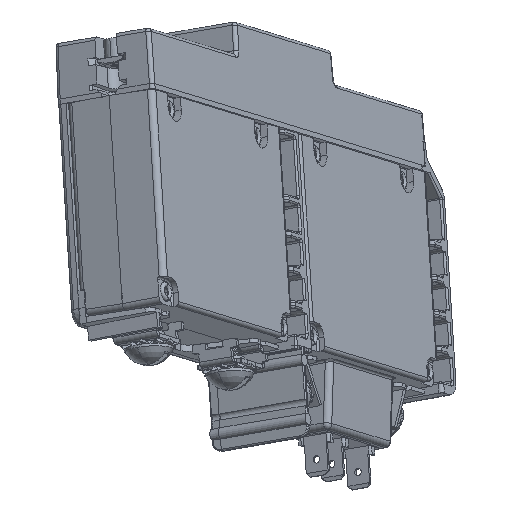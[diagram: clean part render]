
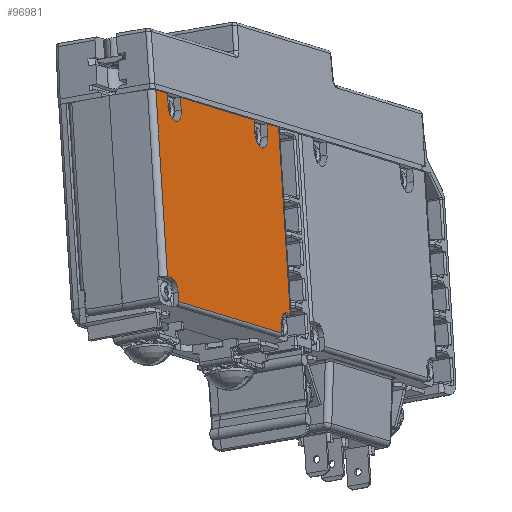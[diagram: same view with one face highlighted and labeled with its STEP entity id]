
A CAD part, front view. The second image highlights one B-rep face of the part: STEP entity #96981.
In plain terms, the highlighted planar face has unit normal (0.873, -0.465, 0.15).
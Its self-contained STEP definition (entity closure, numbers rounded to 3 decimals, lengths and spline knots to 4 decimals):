
#13932=DIRECTION('',(0.061,-0.202,-0.978));
#13933=VECTOR('',#13932,1.4285);
#13934=CARTESIAN_POINT('',(4.5688,-0.3295,
-0.5307));
#13935=LINE('',#13934,#13933);
#13940=DIRECTION('',(-0.484,-0.862,0.148));
#13941=VECTOR('',#13940,0.1794);
#13942=CARTESIAN_POINT('',(4.6557,-0.1749,
-0.5572));
#13943=LINE('',#13942,#13941);
#13944=DIRECTION('',(0.061,-0.202,-0.978));
#13945=VECTOR('',#13944,0.0985);
#13946=CARTESIAN_POINT('',(4.6557,-0.1749,
-0.5572));
#13947=LINE('',#13946,#13945);
#13948=CARTESIAN_POINT('',(4.7102,-0.1085,
-0.6683));
#13949=DIRECTION('',(0.873,-0.465,0.15));
#13950=DIRECTION('',(-0.484,-0.862,0.148));
#13951=AXIS2_PLACEMENT_3D('',#13948,#13949,#13950);
#13953=DIRECTION('',(0.061,-0.202,-0.978));
#13954=VECTOR('',#13953,0.0985);
#13955=CARTESIAN_POINT('',(4.7526,-0.0024,
-0.5867));
#13956=LINE('',#13955,#13954);
#13957=DIRECTION('',(-0.484,-0.862,0.148));
#13958=VECTOR('',#13957,1.136);
#13959=CARTESIAN_POINT('',(5.303,0.9771,
-0.7545));
#13960=LINE('',#13959,#13958);
#13961=DIRECTION('',(0.061,-0.202,-0.978));
#13962=VECTOR('',#13961,0.0985);
#13963=CARTESIAN_POINT('',(5.303,0.9771,
-0.7545));
#13964=LINE('',#13963,#13962);
#13965=CARTESIAN_POINT('',(5.3574,1.0434,
-0.8656));
#13966=DIRECTION('',(0.873,-0.465,0.15));
#13967=DIRECTION('',(-0.484,-0.862,0.148));
#13968=AXIS2_PLACEMENT_3D('',#13965,#13966,#13967);
#13970=DIRECTION('',(0.061,-0.202,-0.978));
#13971=VECTOR('',#13970,0.0985);
#13972=CARTESIAN_POINT('',(5.3998,1.1496,
-0.7841));
#13973=LINE('',#13972,#13971);
#13974=DIRECTION('',(-0.484,-0.862,0.148));
#13975=VECTOR('',#13974,0.1794);
#13976=CARTESIAN_POINT('',(5.4867,1.3042,
-0.8106));
#13977=LINE('',#13976,#13975);
#13978=DIRECTION('',(0.484,0.862,-0.148));
#13979=VECTOR('',#13978,0.0544);
#13980=CARTESIAN_POINT('',(5.5477,0.969,
-2.199));
#13981=LINE('',#13980,#13979);
#13982=CARTESIAN_POINT('',(5.5537,0.9492,
-2.2948));
#13983=DIRECTION('',(0.873,-0.465,0.15));
#13984=DIRECTION('',(-0.061,0.202,0.978));
#13985=AXIS2_PLACEMENT_3D('',#13982,#13983,#13984);
#13987=DIRECTION('',(-0.061,0.202,0.978));
#13988=VECTOR('',#13987,0.0701);
#13989=CARTESIAN_POINT('',(5.5105,0.8506,
-2.3488));
#13990=LINE('',#13989,#13988);
#13991=DIRECTION('',(-0.061,0.202,0.978));
#13992=VECTOR('',#13991,0.0701);
#13993=CARTESIAN_POINT('',(4.7403,-0.5204,
-2.1139));
#13994=LINE('',#13993,#13992);
#13995=CARTESIAN_POINT('',(4.6885,-0.5908,
-2.0309));
#13996=DIRECTION('',(0.873,-0.465,0.15));
#13997=DIRECTION('',(0.484,0.862,-0.148));
#13998=AXIS2_PLACEMENT_3D('',#13995,#13996,#13997);
#14000=DIRECTION('',(-0.484,-0.862,0.148));
#14001=VECTOR('',#14000,0.0544);
#14002=CARTESIAN_POINT('',(4.6825,-0.571,
-1.9351));
#14003=LINE('',#14002,#14001);
#14441=DIRECTION('',(-0.061,0.202,0.978));
#14442=VECTOR('',#14441,1.4285);
#14443=CARTESIAN_POINT('',(5.5741,1.0159,
-2.207));
#14444=LINE('',#14443,#14442);
#14752=DIRECTION('',(0.484,0.862,-0.148));
#14753=VECTOR('',#14752,1.59);
#14754=CARTESIAN_POINT('',(4.7403,-0.5204,
-2.1139));
#14755=LINE('',#14754,#14753);
#71937=CARTESIAN_POINT('',(5.309,0.9572,
-0.8509));
#71938=CARTESIAN_POINT('',(5.4059,1.1297,
-0.8804));
#71939=VERTEX_POINT('',#71937);
#71940=VERTEX_POINT('',#71938);
#71941=CARTESIAN_POINT('',(4.6618,-0.1948,
-0.6535));
#71942=CARTESIAN_POINT('',(4.7586,-0.0223,
-0.683));
#71943=VERTEX_POINT('',#71941);
#71944=VERTEX_POINT('',#71942);
#71945=CARTESIAN_POINT('',(5.5477,0.969,
-2.199));
#71946=CARTESIAN_POINT('',(5.5062,0.8647,
-2.2803));
#71947=VERTEX_POINT('',#71945);
#71948=VERTEX_POINT('',#71946);
#71949=CARTESIAN_POINT('',(4.736,-0.5063,
-2.0454));
#71950=CARTESIAN_POINT('',(4.6825,-0.571,
-1.9351));
#71951=VERTEX_POINT('',#71949);
#71952=VERTEX_POINT('',#71950);
#72007=CARTESIAN_POINT('',(5.3998,1.1496,
-0.7841));
#72008=VERTEX_POINT('',#72007);
#72009=CARTESIAN_POINT('',(5.303,0.9771,
-0.7545));
#72010=VERTEX_POINT('',#72009);
#72011=CARTESIAN_POINT('',(4.7526,-0.0024,
-0.5867));
#72012=VERTEX_POINT('',#72011);
#72013=CARTESIAN_POINT('',(4.6557,-0.1749,
-0.5572));
#72014=VERTEX_POINT('',#72013);
#72045=CARTESIAN_POINT('',(4.5688,-0.3295,
-0.5307));
#72046=CARTESIAN_POINT('',(4.6562,-0.6179,
-1.9271));
#72047=VERTEX_POINT('',#72045);
#72048=VERTEX_POINT('',#72046);
#72050=CARTESIAN_POINT('',(4.7403,-0.5204,
-2.1139));
#72051=CARTESIAN_POINT('',(5.5105,0.8506,
-2.3488));
#72052=VERTEX_POINT('',#72050);
#72053=VERTEX_POINT('',#72051);
#72058=CARTESIAN_POINT('',(5.5741,1.0159,
-2.207));
#72059=CARTESIAN_POINT('',(5.4867,1.3042,
-0.8106));
#72060=VERTEX_POINT('',#72058);
#72061=VERTEX_POINT('',#72059);
#96943=CARTESIAN_POINT('',(5.1434,0.6471,
-0.8483));
#96944=DIRECTION('',(-0.873,0.465,-0.15));
#96945=DIRECTION('',(-0.484,-0.862,0.148));
#96946=AXIS2_PLACEMENT_3D('',#96943,#96944,#96945);
#96947=PLANE('',#96946);
#96948=ORIENTED_EDGE('',*,*,#96924,.F.);
#96949=ORIENTED_EDGE('',*,*,#89931,.F.);
#96951=ORIENTED_EDGE('',*,*,#96950,.T.);
#96953=ORIENTED_EDGE('',*,*,#96952,.T.);
#96955=ORIENTED_EDGE('',*,*,#96954,.F.);
#96956=ORIENTED_EDGE('',*,*,#89923,.F.);
#96958=ORIENTED_EDGE('',*,*,#96957,.T.);
#96960=ORIENTED_EDGE('',*,*,#96959,.T.);
#96962=ORIENTED_EDGE('',*,*,#96961,.F.);
#96963=ORIENTED_EDGE('',*,*,#89915,.F.);
#96965=ORIENTED_EDGE('',*,*,#96964,.F.);
#96967=ORIENTED_EDGE('',*,*,#96966,.F.);
#96969=ORIENTED_EDGE('',*,*,#96968,.T.);
#96971=ORIENTED_EDGE('',*,*,#96970,.F.);
#96973=ORIENTED_EDGE('',*,*,#96972,.F.);
#96975=ORIENTED_EDGE('',*,*,#96974,.T.);
#96977=ORIENTED_EDGE('',*,*,#96976,.T.);
#96978=ORIENTED_EDGE('',*,*,#96936,.T.);
#96979=EDGE_LOOP('',(#96948,#96949,#96951,#96953,#96955,#96956,#96958,#96960,
#96962,#96963,#96965,#96967,#96969,#96971,#96973,#96975,#96977,#96978));
#96980=FACE_OUTER_BOUND('',#96979,.F.);
#13952=CIRCLE('',#13951,0.1);
#13969=CIRCLE('',#13968,0.1);
#13986=CIRCLE('',#13985,0.098);
#13999=CIRCLE('',#13998,0.098);
#89915=EDGE_CURVE('',#72061,#72008,#13977,.T.);
#89923=EDGE_CURVE('',#72010,#72012,#13960,.T.);
#89931=EDGE_CURVE('',#72014,#72047,#13943,.T.);
#96924=EDGE_CURVE('',#72047,#72048,#13935,.T.);
#96936=EDGE_CURVE('',#71952,#72048,#14003,.T.);
#96950=EDGE_CURVE('',#72014,#71943,#13947,.T.);
#96952=EDGE_CURVE('',#71943,#71944,#13952,.T.);
#96954=EDGE_CURVE('',#72012,#71944,#13956,.T.);
#96957=EDGE_CURVE('',#72010,#71939,#13964,.T.);
#96959=EDGE_CURVE('',#71939,#71940,#13969,.T.);
#96961=EDGE_CURVE('',#72008,#71940,#13973,.T.);
#96964=EDGE_CURVE('',#72060,#72061,#14444,.T.);
#96966=EDGE_CURVE('',#71947,#72060,#13981,.T.);
#96968=EDGE_CURVE('',#71947,#71948,#13986,.T.);
#96970=EDGE_CURVE('',#72053,#71948,#13990,.T.);
#96972=EDGE_CURVE('',#72052,#72053,#14755,.T.);
#96974=EDGE_CURVE('',#72052,#71951,#13994,.T.);
#96976=EDGE_CURVE('',#71951,#71952,#13999,.T.);
#96981=ADVANCED_FACE('',(#96980),#96947,.F.);
